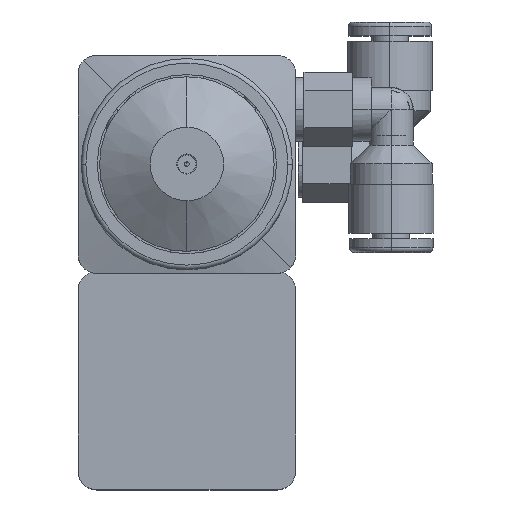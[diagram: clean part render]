
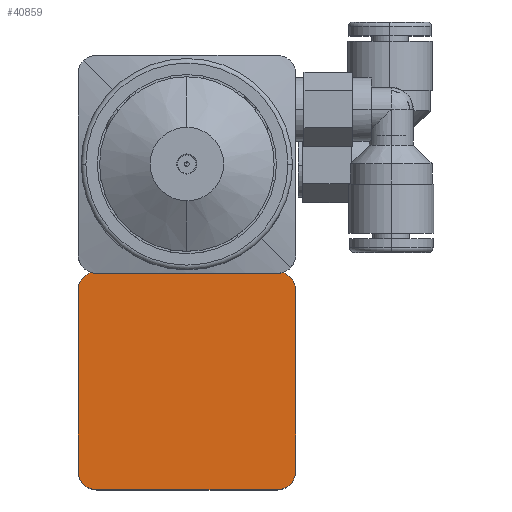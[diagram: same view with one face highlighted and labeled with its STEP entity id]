
A CAD part, top view. The second image highlights one B-rep face of the part: STEP entity #40859.
In plain terms, the highlighted planar face has unit normal (0, 0, 1).
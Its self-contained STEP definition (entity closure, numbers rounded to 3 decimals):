
#36591=CARTESIAN_POINT('',(9.85,-13.65,27.));
#36592=DIRECTION('',(0.,0.,1.));
#36593=DIRECTION('',(1.,0.,0.));
#36594=AXIS2_PLACEMENT_3D('',#36591,#36592,#36593);
#36596=DIRECTION('',(0.,1.,0.));
#36597=VECTOR('',#36596,19.7);
#36598=CARTESIAN_POINT('',(11.85,-33.35,27.));
#36599=LINE('',#36598,#36597);
#36600=CARTESIAN_POINT('',(9.85,-33.35,27.));
#36601=DIRECTION('',(0.,0.,1.));
#36602=DIRECTION('',(0.,-1.,0.));
#36603=AXIS2_PLACEMENT_3D('',#36600,#36601,#36602);
#36605=DIRECTION('',(1.,0.,0.));
#36606=VECTOR('',#36605,19.7);
#36607=CARTESIAN_POINT('',(-9.85,-35.35,27.));
#36608=LINE('',#36607,#36606);
#36609=CARTESIAN_POINT('',(-9.85,-33.35,27.));
#36610=DIRECTION('',(0.,0.,1.));
#36611=DIRECTION('',(-1.,0.,0.));
#36612=AXIS2_PLACEMENT_3D('',#36609,#36610,#36611);
#36614=DIRECTION('',(0.,-1.,0.));
#36615=VECTOR('',#36614,19.7);
#36616=CARTESIAN_POINT('',(-11.85,-13.65,27.));
#36617=LINE('',#36616,#36615);
#36618=CARTESIAN_POINT('',(-9.85,-13.65,27.));
#36619=DIRECTION('',(0.,0.,1.));
#36620=DIRECTION('',(0.,1.,0.));
#36621=AXIS2_PLACEMENT_3D('',#36618,#36619,#36620);
#36623=DIRECTION('',(-1.,0.,0.));
#36624=VECTOR('',#36623,19.7);
#36625=CARTESIAN_POINT('',(9.85,-11.65,27.));
#36626=LINE('',#36625,#36624);
#39468=CARTESIAN_POINT('',(11.85,-13.65,27.));
#39469=VERTEX_POINT('',#39468);
#39470=CARTESIAN_POINT('',(9.85,-11.65,27.));
#39471=VERTEX_POINT('',#39470);
#39476=CARTESIAN_POINT('',(9.85,-35.35,27.));
#39477=VERTEX_POINT('',#39476);
#39478=CARTESIAN_POINT('',(11.85,-33.35,27.));
#39479=VERTEX_POINT('',#39478);
#39484=CARTESIAN_POINT('',(-11.85,-33.35,27.));
#39485=VERTEX_POINT('',#39484);
#39486=CARTESIAN_POINT('',(-9.85,-35.35,27.));
#39487=VERTEX_POINT('',#39486);
#39492=CARTESIAN_POINT('',(-9.85,-11.65,27.));
#39493=VERTEX_POINT('',#39492);
#39494=CARTESIAN_POINT('',(-11.85,-13.65,27.));
#39495=VERTEX_POINT('',#39494);
#40836=CARTESIAN_POINT('',(0.,-23.5,27.));
#40837=DIRECTION('',(0.,0.,1.));
#40838=DIRECTION('',(1.,0.,0.));
#40839=AXIS2_PLACEMENT_3D('',#40836,#40837,#40838);
#40840=PLANE('',#40839);
#40842=ORIENTED_EDGE('',*,*,#40841,.F.);
#40844=ORIENTED_EDGE('',*,*,#40843,.F.);
#40846=ORIENTED_EDGE('',*,*,#40845,.F.);
#40848=ORIENTED_EDGE('',*,*,#40847,.F.);
#40850=ORIENTED_EDGE('',*,*,#40849,.F.);
#40852=ORIENTED_EDGE('',*,*,#40851,.F.);
#40854=ORIENTED_EDGE('',*,*,#40853,.F.);
#40856=ORIENTED_EDGE('',*,*,#40855,.F.);
#40857=EDGE_LOOP('',(#40842,#40844,#40846,#40848,#40850,#40852,#40854,#40856));
#40858=FACE_OUTER_BOUND('',#40857,.F.);
#40859=ADVANCED_FACE('',(#40858),#40840,.T.);
#36595=CIRCLE('',#36594,2.);
#36604=CIRCLE('',#36603,2.);
#36613=CIRCLE('',#36612,2.);
#36622=CIRCLE('',#36621,2.);
#40841=EDGE_CURVE('',#39469,#39471,#36595,.T.);
#40843=EDGE_CURVE('',#39479,#39469,#36599,.T.);
#40845=EDGE_CURVE('',#39477,#39479,#36604,.T.);
#40847=EDGE_CURVE('',#39487,#39477,#36608,.T.);
#40849=EDGE_CURVE('',#39485,#39487,#36613,.T.);
#40851=EDGE_CURVE('',#39495,#39485,#36617,.T.);
#40853=EDGE_CURVE('',#39493,#39495,#36622,.T.);
#40855=EDGE_CURVE('',#39471,#39493,#36626,.T.);
